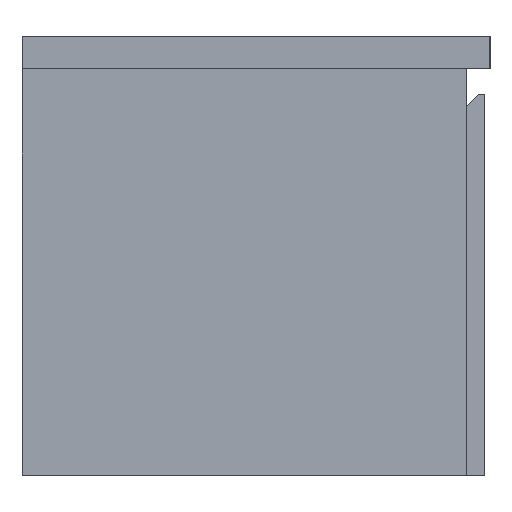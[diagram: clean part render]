
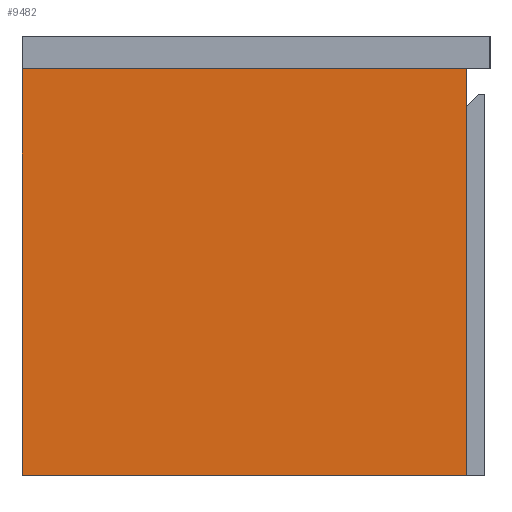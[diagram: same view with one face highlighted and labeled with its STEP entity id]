
A CAD part, left-side view. The second image highlights one B-rep face of the part: STEP entity #9482.
In plain terms, the highlighted face is planar.
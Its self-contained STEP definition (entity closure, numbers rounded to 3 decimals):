
#162 = ORIENTED_EDGE ( 'NONE', *, *, #17348, .F. ) ;
#1649 = VECTOR ( 'NONE', #23360, 1000. ) ;
#1817 = ORIENTED_EDGE ( 'NONE', *, *, #22300, .F. ) ;
#4707 = LINE ( 'NONE', #23131, #9198 ) ;
#4871 = AXIS2_PLACEMENT_3D ( 'NONE', #5018, #17812, #12038 ) ;
#5018 = CARTESIAN_POINT ( 'NONE',  ( 0., 437., -2. ) ) ;
#5126 = VERTEX_POINT ( 'NONE', #17224 ) ;
#5374 = FACE_OUTER_BOUND ( 'NONE', #22785, .T. ) ;
#7250 = EDGE_CURVE ( 'NONE', #5126, #16198, #14078, .T. ) ;
#7382 = VERTEX_POINT ( 'NONE', #23393 ) ;
#7805 = EDGE_CURVE ( 'NONE', #16198, #15028, #19725, .T. ) ;
#8863 = DIRECTION ( 'NONE',  ( -1., 0., 0. ) ) ;
#9028 = DIRECTION ( 'NONE',  ( 1., 0., 0. ) ) ;
#9198 = VECTOR ( 'NONE', #8863, 1000. ) ;
#9482 = ADVANCED_FACE ( 'NONE', ( #5374 ), #19559, .T. ) ;
#11699 = ORIENTED_EDGE ( 'NONE', *, *, #7250, .F. ) ;
#11720 = DIRECTION ( 'NONE',  ( 0., 1., 0. ) ) ;
#11777 = VECTOR ( 'NONE', #11720, 1000. ) ;
#12038 = DIRECTION ( 'NONE',  ( -1., 0., 0. ) ) ;
#12193 = CARTESIAN_POINT ( 'NONE',  ( 0., 0., -2. ) ) ;
#12704 = CARTESIAN_POINT ( 'NONE',  ( 0., 0., -2. ) ) ;
#14078 = LINE ( 'NONE', #14140, #1649 ) ;
#14140 = CARTESIAN_POINT ( 'NONE',  ( 0., 437., -2. ) ) ;
#15028 = VERTEX_POINT ( 'NONE', #16462 ) ;
#16198 = VERTEX_POINT ( 'NONE', #12704 ) ;
#16462 = CARTESIAN_POINT ( 'NONE',  ( 400., 0., -2. ) ) ;
#16957 = CARTESIAN_POINT ( 'NONE',  ( 400., 437., -2. ) ) ;
#17224 = CARTESIAN_POINT ( 'NONE',  ( 0., 437., -2. ) ) ;
#17348 = EDGE_CURVE ( 'NONE', #7382, #5126, #4707, .T. ) ;
#17446 = VECTOR ( 'NONE', #9028, 1000. ) ;
#17812 = DIRECTION ( 'NONE',  ( 0., 0., -1. ) ) ;
#19559 = PLANE ( 'NONE',  #4871 ) ;
#19604 = ORIENTED_EDGE ( 'NONE', *, *, #7805, .F. ) ;
#19725 = LINE ( 'NONE', #12193, #17446 ) ;
#20873 = LINE ( 'NONE', #16957, #11777 ) ;
#22300 = EDGE_CURVE ( 'NONE', #15028, #7382, #20873, .T. ) ;
#22785 = EDGE_LOOP ( 'NONE', ( #11699, #162, #1817, #19604 ) ) ;
#23131 = CARTESIAN_POINT ( 'NONE',  ( 0., 437., -2. ) ) ;
#23360 = DIRECTION ( 'NONE',  ( 0., -1., 0. ) ) ;
#23393 = CARTESIAN_POINT ( 'NONE',  ( 400., 437., -2. ) ) ;
